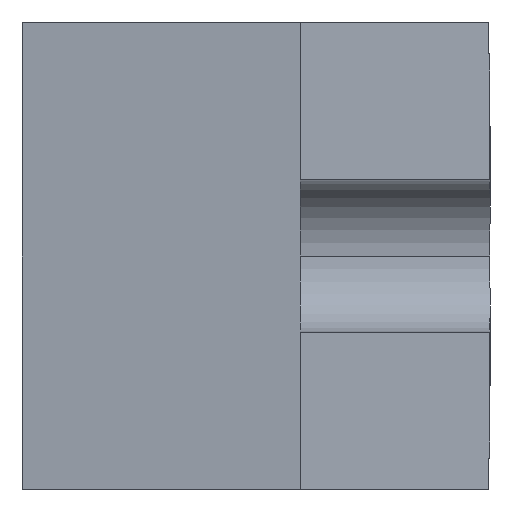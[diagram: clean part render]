
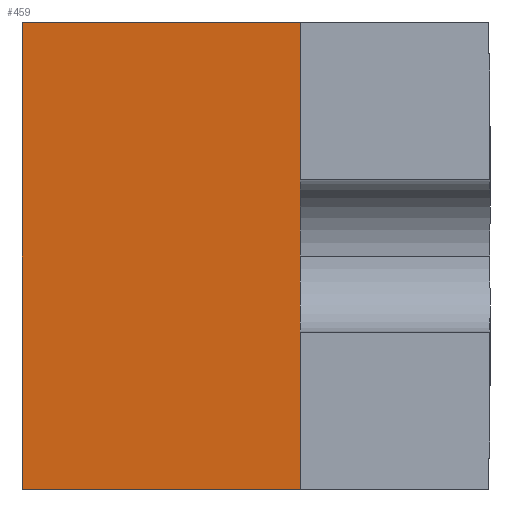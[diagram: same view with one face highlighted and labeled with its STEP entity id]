
A CAD part, left-side view. The second image highlights one B-rep face of the part: STEP entity #459.
In plain terms, the highlighted planar face has unit normal (-0.994, 0.11, 0).
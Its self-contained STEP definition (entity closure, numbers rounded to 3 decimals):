
#5 = VECTOR ( 'NONE', #512, 1000. ) ;
#71 = LINE ( 'NONE', #945, #815 ) ;
#124 = EDGE_CURVE ( 'NONE', #963, #445, #867, .T. ) ;
#132 = VERTEX_POINT ( 'NONE', #519 ) ;
#145 = ORIENTED_EDGE ( 'NONE', *, *, #124, .T. ) ;
#149 = DIRECTION ( 'NONE',  ( 0.11, 0.994, 0. ) ) ;
#167 = EDGE_LOOP ( 'NONE', ( #720, #941, #145, #368 ) ) ;
#249 = CARTESIAN_POINT ( 'NONE',  ( -0.9, 1.2, 0.75 ) ) ;
#273 = CARTESIAN_POINT ( 'NONE',  ( -1.021, 0.113, -0.75 ) ) ;
#303 = VECTOR ( 'NONE', #606, 1000. ) ;
#368 = ORIENTED_EDGE ( 'NONE', *, *, #983, .T. ) ;
#409 = CARTESIAN_POINT ( 'NONE',  ( -1.021, 0.113, -2.943 ) ) ;
#418 = EDGE_CURVE ( 'NONE', #132, #994, #71, .T. ) ;
#429 = VECTOR ( 'NONE', #1074, 1000. ) ;
#439 = PLANE ( 'NONE',  #770 ) ;
#445 = VERTEX_POINT ( 'NONE', #562 ) ;
#459 = ADVANCED_FACE ( 'NONE', ( #654 ), #439, .F. ) ;
#512 = DIRECTION ( 'NONE',  ( 0.11, 0.994, 0. ) ) ;
#519 = CARTESIAN_POINT ( 'NONE',  ( -0.9, 1.2, -0.75 ) ) ;
#562 = CARTESIAN_POINT ( 'NONE',  ( -1., 0.3, 0.75 ) ) ;
#606 = DIRECTION ( 'NONE',  ( -0.11, -0.994, 0. ) ) ;
#654 = FACE_OUTER_BOUND ( 'NONE', #167, .T. ) ;
#666 = LINE ( 'NONE', #667, #5 ) ;
#667 = CARTESIAN_POINT ( 'NONE',  ( -1.021, 0.113, 0.75 ) ) ;
#695 = LINE ( 'NONE', #273, #303 ) ;
#707 = EDGE_CURVE ( 'NONE', #132, #963, #695, .T. ) ;
#720 = ORIENTED_EDGE ( 'NONE', *, *, #418, .F. ) ;
#770 = AXIS2_PLACEMENT_3D ( 'NONE', #409, #832, #149 ) ;
#815 = VECTOR ( 'NONE', #885, 1000. ) ;
#832 = DIRECTION ( 'NONE',  ( 0.994, -0.11, 0. ) ) ;
#850 = CARTESIAN_POINT ( 'NONE',  ( -1., 0.3, -2.943 ) ) ;
#867 = LINE ( 'NONE', #850, #429 ) ;
#885 = DIRECTION ( 'NONE',  ( 0., 0., 1. ) ) ;
#909 = CARTESIAN_POINT ( 'NONE',  ( -1., 0.3, -0.75 ) ) ;
#941 = ORIENTED_EDGE ( 'NONE', *, *, #707, .T. ) ;
#945 = CARTESIAN_POINT ( 'NONE',  ( -0.9, 1.2, -2.943 ) ) ;
#963 = VERTEX_POINT ( 'NONE', #909 ) ;
#983 = EDGE_CURVE ( 'NONE', #445, #994, #666, .T. ) ;
#994 = VERTEX_POINT ( 'NONE', #249 ) ;
#1074 = DIRECTION ( 'NONE',  ( 0., 0., 1. ) ) ;
